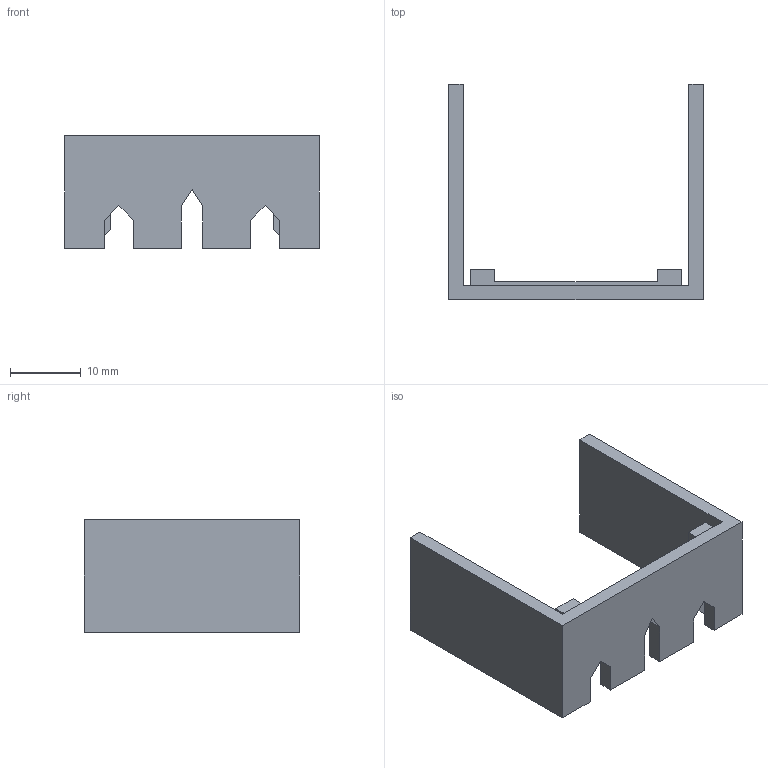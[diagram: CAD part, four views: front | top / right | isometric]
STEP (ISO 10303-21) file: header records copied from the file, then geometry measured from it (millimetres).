
FILE_DESCRIPTION(('FreeCAD Model'),'2;1');
FILE_NAME('Open CASCADE Shape Model','2025-07-08T20:27:20',(''),(''), 'Open CASCADE STEP processor 7.9','FreeCAD','Unknown');
FILE_SCHEMA(('AUTOMOTIVE_DESIGN { 1 0 10303 214 1 1 1 1 }'));
Length unit declared in the file: millimetre
Products named in the file (1): BatteryContactTest
Bounding box: 36 x 30.5 x 16 mm (x, y, z)
Volume: 3018.2 mm3; surface area: 3661.7 mm2
Topology: 1 solids, 1 shells, 49 faces, 143 edges, 94 vertices
Faces by surface type: plane 47, cylinder 2
Entity records: 1623 total; most frequent: CARTESIAN_POINT 287, ORIENTED_EDGE 286, DIRECTION 251, EDGE_CURVE 143, LINE 135, VECTOR 135, VERTEX_POINT 94, AXIS2_PLACEMENT_3D 58
